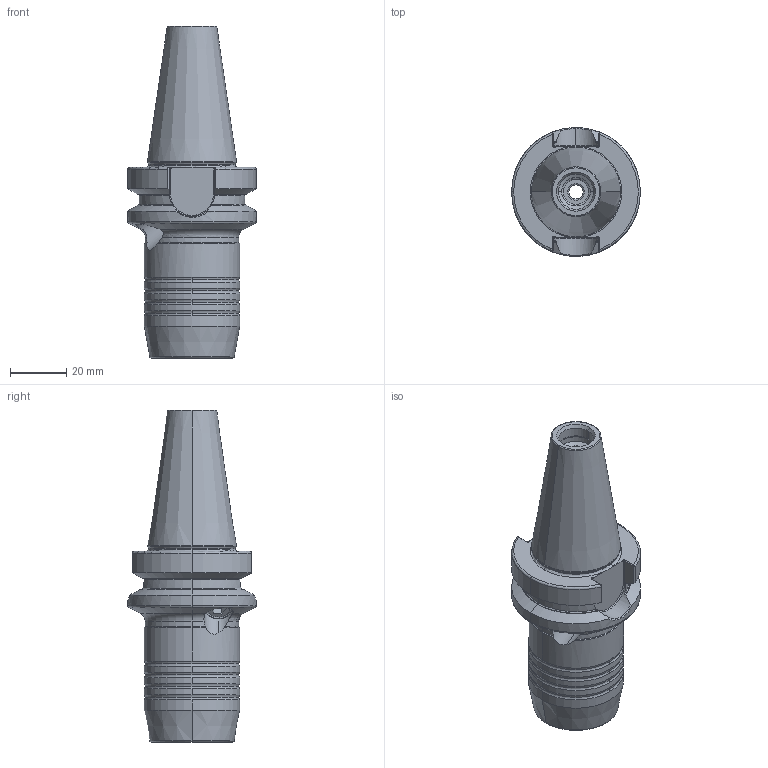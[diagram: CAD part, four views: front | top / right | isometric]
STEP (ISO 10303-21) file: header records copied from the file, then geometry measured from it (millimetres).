
FILE_DESCRIPTION (( 'STEP AP214' ), '1' );
FILE_NAME ('77.303.014 x=70_step.STEP', '2020-09-22T05:58:05', ( '' ), ( '' ), 'SwSTEP 2.0', 'SolidWorks 2018', '' );
FILE_SCHEMA (( 'AUTOMOTIVE_DESIGN' ));
Length unit declared in the file: millimetre
Products named in the file (1): 77.303.014 x=70_step
Bounding box: 45.96 x 45.96 x 118.4 mm (x, y, z)
Volume: 82696.9 mm3; surface area: 32554.3 mm2
Topology: 9 solids, 9 shells, 395 faces, 930 edges, 557 vertices
Faces by surface type: cylinder 136, cone 97, plane 79, torus 73, bspline 7, sphere 3
Entity records: 18417 total; most frequent: CARTESIAN_POINT 4912, DIRECTION 2028, ORIENTED_EDGE 1824, EDGE_CURVE 912, AXIS2_PLACEMENT_3D 860, VERTEX_POINT 552, CIRCLE 471, EDGE_LOOP 426
